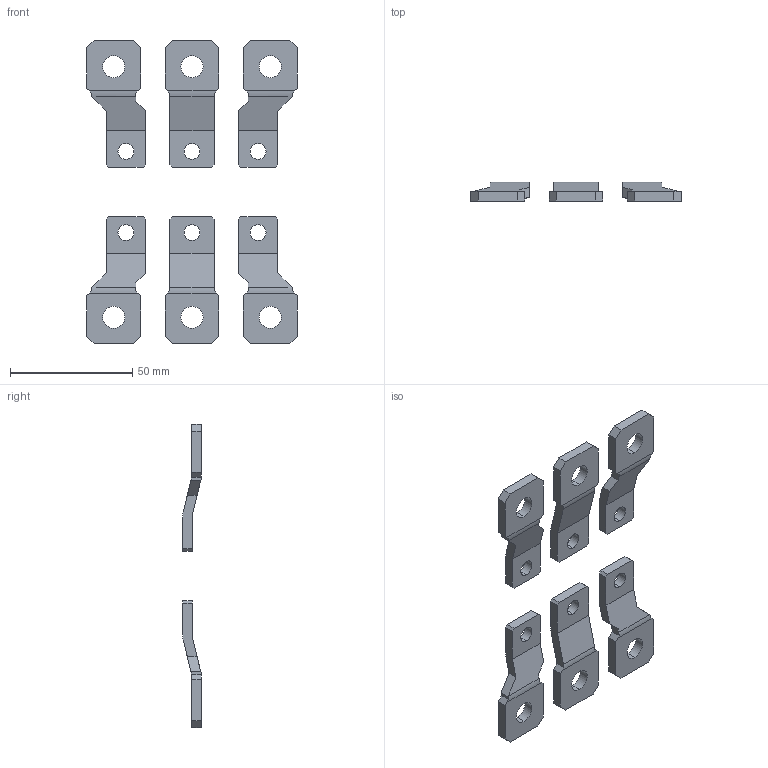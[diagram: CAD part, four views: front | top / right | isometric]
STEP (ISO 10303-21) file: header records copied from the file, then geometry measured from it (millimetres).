
FILE_DESCRIPTION (( 'STEP AP203' ), '1' );
FILE_NAME ('mccb-1-K3-ETU-av.ÃÌ AV POWER-1 Ðàñøèðèòåëè âûâîäîâ K3 äëÿ ETU.STEP', '2024-04-12T09:42:46', ( '' ), ( '' ), 'SwSTEP 2.0', 'SolidWorks 2021', '' );
FILE_SCHEMA (( 'CONFIG_CONTROL_DESIGN' ));
Length unit declared in the file: millimetre
Products named in the file (4): mccb-1-K3-ETU-av.ÃÌ-2 AV POWER-1 Ðàñøèðèòåëè âûâîäîâ K3 äëÿ ETU_00; mccb-1-K3-ETU-av.ÃÌ-1 AV POWER-1 Ðàñøèðèòåëè âûâîäîâ K3 äëÿ ETU_00; mccb-1-K3-ETU-av.ÃÌ AV POWER-1 Ðàñøèðèòåëè âûâîäîâ K3 äëÿ ETU; mccb-1-K3-ETU-av.ÃÌ-3 AV POWER-1 Ðàñøèðèòåëè âûâîäîâ K3 äëÿ ETU_00
Assembly tree (6 placements, depth 2):
  mccb-1-K3-ETU-av.ÃÌ AV POWER-1 Ðàñøèðèòåëè âûâîäîâ K3 äëÿ ETU
    mccb-1-K3-ETU-av.ÃÌ-1 AV POWER-1 Ðàñøèðèòåëè âûâîäîâ K3 äëÿ ETU_00  x2
    mccb-1-K3-ETU-av.ÃÌ-2 AV POWER-1 Ðàñøèðèòåëè âûâîäîâ K3 äëÿ ETU_00  x2
    mccb-1-K3-ETU-av.ÃÌ-3 AV POWER-1 Ðàñøèðèòåëè âûâîäîâ K3 äëÿ ETU_00  x2
Bounding box: 86 x 7.7 x 124.13 mm (x, y, z)
Volume: 20986 mm3; surface area: 15172.5 mm2
Topology: 6 solids, 6 shells, 160 faces, 444 edges, 296 vertices
Faces by surface type: plane 124, cylinder 36
Entity records: 3076 total; most frequent: CARTESIAN_POINT 483, ORIENTED_EDGE 444, DIRECTION 428, EDGE_CURVE 222, VECTOR 178, LINE 178, VERTEX_POINT 148, AXIS2_PLACEMENT_3D 125
